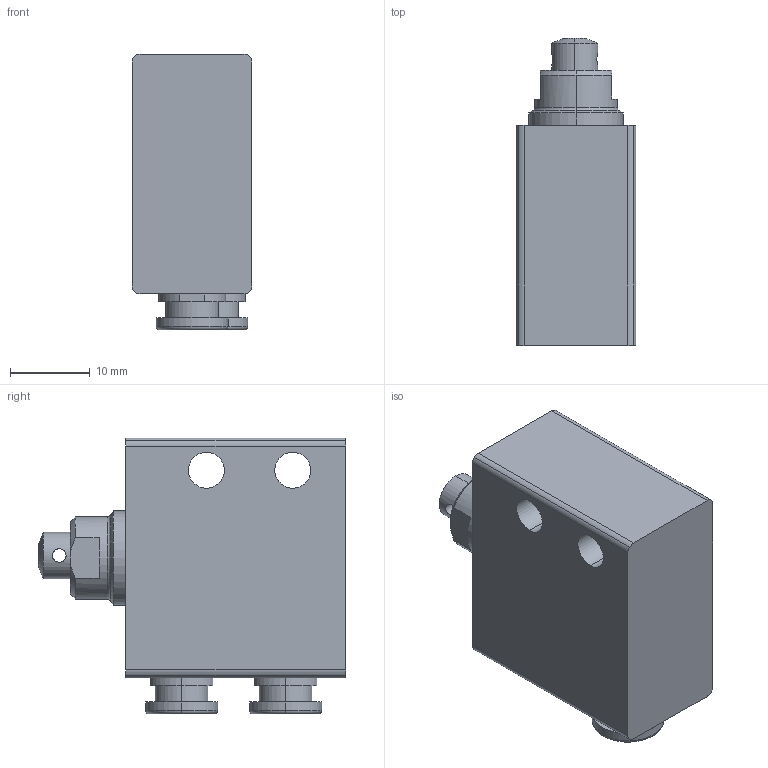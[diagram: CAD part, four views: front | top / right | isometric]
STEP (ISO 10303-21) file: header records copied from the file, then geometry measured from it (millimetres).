
FILE_DESCRIPTION((''),'2;1');
FILE_NAME('08_050_4.stp','2002-12-02T16:48:41',('Branislav Petkovic'),('AZ Pneumatica'),'AutoCAD STEP 2000i','AutoCAD 2000i','Via J. F. Kennedy, 26, 20020 Misinto (MI), ITALY');
FILE_SCHEMA(('CONFIG_CONTROL_DESIGN'));
Length unit declared in the file: millimetre
Products named in the file (8): 08_050_4; 304MAUL TELO; PART1; PUSH IN 4MM; PART1A; PART2; PIPAK 304 MA; PART1AA
Assembly tree (8 placements, depth 3):
  08_050_4
    304MAUL TELO
      PART1
    PUSH IN 4MM  x2
      PART1A
      PART2
    PIPAK 304 MA
      PART1AA
Bounding box: 15 x 38.4 x 34.5 mm (x, y, z)
Surface area: 5911.8 mm2 (no closed solid volume)
Topology: 0 solids, 6 shells, 119 faces, 264 edges, 168 vertices
Faces by surface type: cylinder 56, plane 39, torus 12, cone 10, bspline 2
Entity records: 2927 total; most frequent: CARTESIAN_POINT 598, DIRECTION 508, ORIENTED_EDGE 408, AXIS2_PLACEMENT_3D 214, EDGE_CURVE 204, VERTEX_POINT 130, CIRCLE 116, EDGE_LOOP 110
